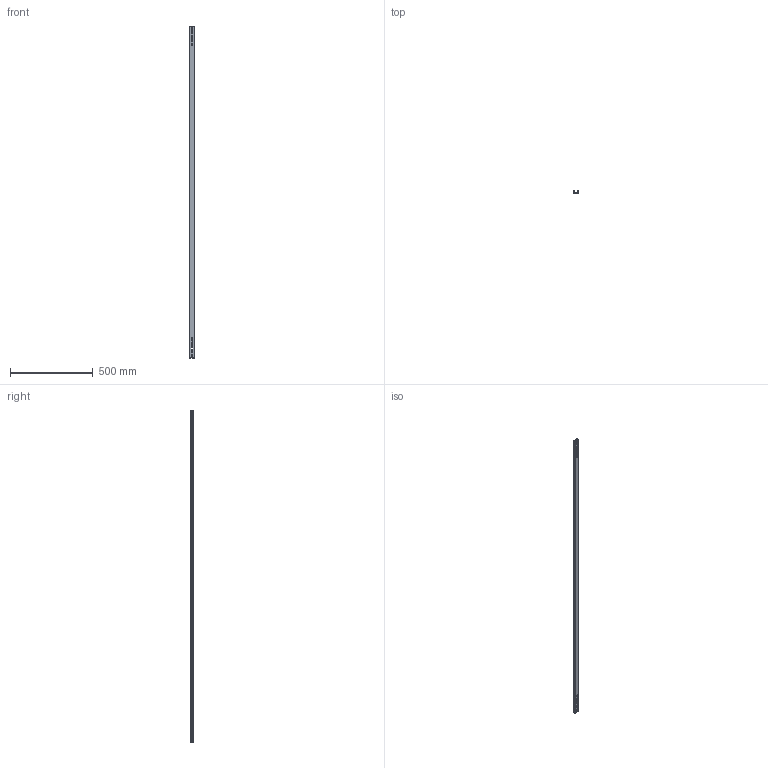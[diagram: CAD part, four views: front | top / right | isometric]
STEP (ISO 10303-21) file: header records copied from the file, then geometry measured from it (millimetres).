
FILE_DESCRIPTION(/* description */ (''),/* implementation_level */ '2;1');
FILE_NAME(/* name */ '1104500',/* time_stamp */ '2014-01-14T16:29:28+01:00',/* author */ (''),/* organization */ (''),/* preprocessor_version */ 'ST-DEVELOPER v15',/* originating_system */ '',/* authorisation */ '');
FILE_SCHEMA (('CONFIG_CONTROL_DESIGN'));
Length unit declared in the file: millimetre
Products named in the file (1): Document
Bounding box: 35 x 18 x 2000 mm (x, y, z)
Volume: 195977 mm3; surface area: 319353.5 mm2
Topology: 1 solids, 1 shells, 68 faces, 166 edges, 100 vertices
Faces by surface type: plane 42, bspline 26
Entity records: 1994 total; most frequent: CARTESIAN_POINT 828, ORIENTED_EDGE 332, EDGE_CURVE 166, B_SPLINE_CURVE_WITH_KNOTS 106, VERTEX_POINT 100, EDGE_LOOP 88, ADVANCED_FACE 68, FACE_OUTER_BOUND 68
